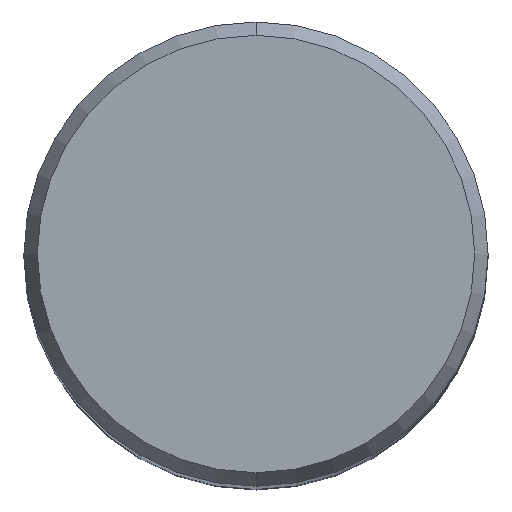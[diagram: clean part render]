
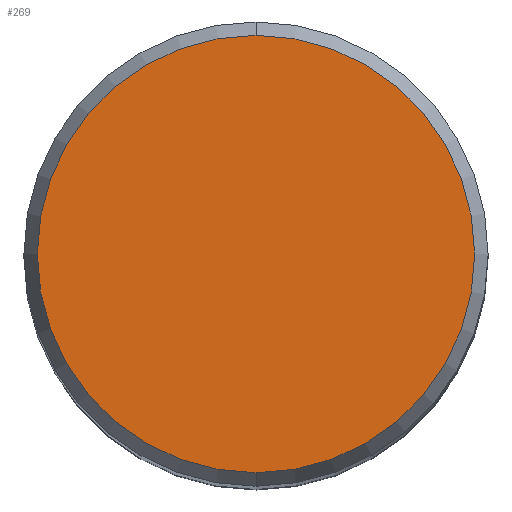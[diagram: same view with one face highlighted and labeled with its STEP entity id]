
A CAD part, top view. The second image highlights one B-rep face of the part: STEP entity #269.
In plain terms, the highlighted planar face has unit normal (0, 0, 1).
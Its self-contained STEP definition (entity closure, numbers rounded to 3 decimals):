
#199=VERTEX_POINT('',#471);
#269=ADVANCED_FACE('',(#548),#549,.T.);
#315=VERTEX_POINT('',#601);
#357=EDGE_CURVE('',#315,#199,#647,.T.);
#393=EDGE_CURVE('',#199,#315,#683,.T.);
#471=CARTESIAN_POINT('',(0.,-7.479,0.0));
#548=FACE_OUTER_BOUND('',#981,.T.);
#549=PLANE('',#982);
#601=CARTESIAN_POINT('',(0.0,7.479,0.0));
#647=CIRCLE('',#1210,7.479);
#683=CIRCLE('',#1287,7.479);
#981=EDGE_LOOP('',(#1500,#1501));
#982=AXIS2_PLACEMENT_3D('',#1502,#1503,#1504);
#1210=AXIS2_PLACEMENT_3D('',#1606,#1607,#1608);
#1287=AXIS2_PLACEMENT_3D('',#1628,#1629,#1630);
#1500=ORIENTED_EDGE('',*,*,#357,.F.);
#1501=ORIENTED_EDGE('',*,*,#393,.F.);
#1502=CARTESIAN_POINT('',(0.0,3.74,0.0));
#1503=DIRECTION('',(-0.0,0.0,1.0));
#1504=DIRECTION('',(0.0,-1.0,0.0));
#1606=CARTESIAN_POINT('',(0.0,0.0,0.0));
#1607=DIRECTION('',(0.0,0.0,-1.0));
#1608=DIRECTION('',(0.0,1.0,0.0));
#1628=CARTESIAN_POINT('',(0.0,0.0,0.0));
#1629=DIRECTION('',(0.0,0.0,-1.0));
#1630=DIRECTION('',(0.0,1.0,0.0));
